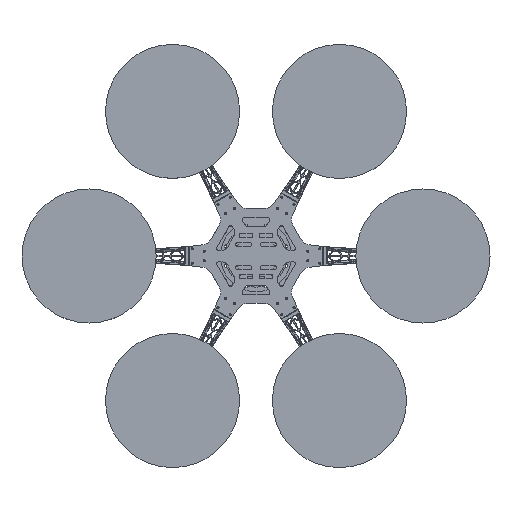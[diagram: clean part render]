
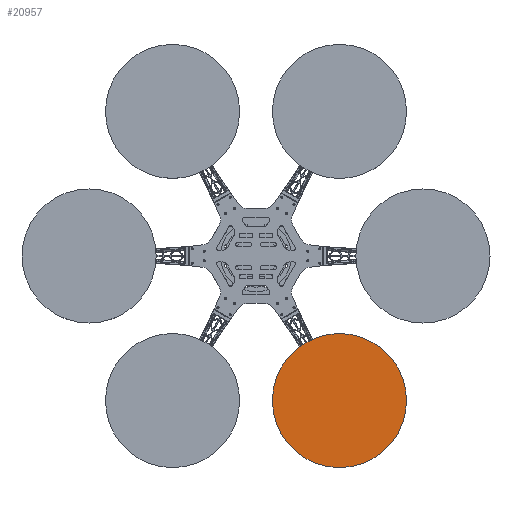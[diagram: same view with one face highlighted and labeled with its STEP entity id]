
A CAD part, top view. The second image highlights one B-rep face of the part: STEP entity #20957.
In plain terms, the highlighted face is planar.
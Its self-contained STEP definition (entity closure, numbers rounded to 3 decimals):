
#1799=CIRCLE('',#22960,110.49);
#3533=FACE_OUTER_BOUND('',#4819,.T.);
#4819=EDGE_LOOP('',(#18284));
#9899=VERTEX_POINT('',#43827);
#12769=EDGE_CURVE('',#9899,#9899,#1799,.T.);
#18284=ORIENTED_EDGE('',*,*,#12769,.T.);
#19938=PLANE('',#22961);
#20957=ADVANCED_FACE('',(#3533),#19938,.T.);
#22960=AXIS2_PLACEMENT_3D('',#43829,#28162,#28163);
#22961=AXIS2_PLACEMENT_3D('',#43830,#28164,#28165);
#28162=DIRECTION('center_axis',(0.,1.,0.));
#28163=DIRECTION('ref_axis',(0.,0.,1.));
#28164=DIRECTION('center_axis',(0.,1.,0.));
#28165=DIRECTION('ref_axis',(0.,0.,1.));
#43827=CARTESIAN_POINT('',(0.,13.97,110.49));
#43829=CARTESIAN_POINT('Origin',(0.,13.97,0.));
#43830=CARTESIAN_POINT('Origin',(0.,13.97,0.));
